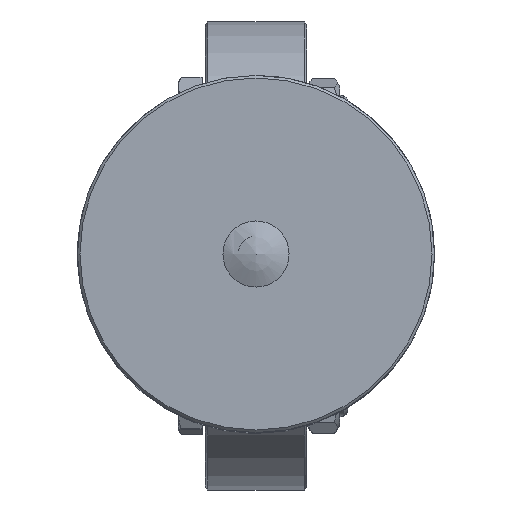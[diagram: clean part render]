
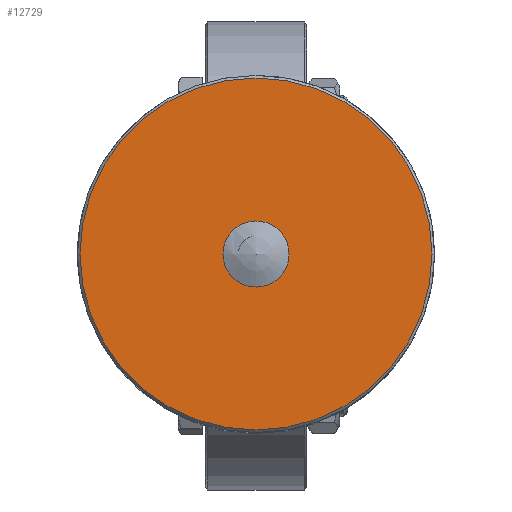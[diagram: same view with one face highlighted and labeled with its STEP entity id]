
A CAD part, top view. The second image highlights one B-rep face of the part: STEP entity #12729.
In plain terms, the highlighted planar face has unit normal (0, 0, 1).
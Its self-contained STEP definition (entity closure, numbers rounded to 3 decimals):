
#599=PLANE('',#14100);
#827=FACE_BOUND('',#2239,.T.);
#1473=FACE_OUTER_BOUND('',#2238,.T.);
#2238=EDGE_LOOP('',(#10779,#10780));
#2239=EDGE_LOOP('',(#10781,#10782));
#3045=CIRCLE('',#14071,6.5);
#3046=CIRCLE('',#14072,6.5);
#3061=CIRCLE('',#14095,34.6);
#3062=CIRCLE('',#14096,34.6);
#5596=VERTEX_POINT('',#23543);
#5597=VERTEX_POINT('',#23545);
#5616=VERTEX_POINT('',#23596);
#5617=VERTEX_POINT('',#23597);
#7345=EDGE_CURVE('',#5597,#5596,#3045,.T.);
#7346=EDGE_CURVE('',#5596,#5597,#3046,.T.);
#7369=EDGE_CURVE('',#5616,#5617,#3061,.T.);
#7370=EDGE_CURVE('',#5617,#5616,#3062,.T.);
#10779=ORIENTED_EDGE('',*,*,#7369,.T.);
#10780=ORIENTED_EDGE('',*,*,#7370,.T.);
#10781=ORIENTED_EDGE('',*,*,#7345,.T.);
#10782=ORIENTED_EDGE('',*,*,#7346,.T.);
#12729=ADVANCED_FACE('',(#1473,#827),#599,.T.);
#14071=AXIS2_PLACEMENT_3D('',#23546,#17386,#17387);
#14072=AXIS2_PLACEMENT_3D('',#23547,#17388,#17389);
#14095=AXIS2_PLACEMENT_3D('',#23598,#17442,#17443);
#14096=AXIS2_PLACEMENT_3D('',#23599,#17444,#17445);
#14100=AXIS2_PLACEMENT_3D('',#23607,#17453,#17454);
#17386=DIRECTION('center_axis',(0.,0.,
-1.));
#17387=DIRECTION('ref_axis',(1.,0.,0.));
#17388=DIRECTION('center_axis',(0.,0.,
-1.));
#17389=DIRECTION('ref_axis',(1.,0.,0.));
#17442=DIRECTION('center_axis',(0.,0.,
1.));
#17443=DIRECTION('ref_axis',(1.,0.,0.));
#17444=DIRECTION('center_axis',(0.,0.,
1.));
#17445=DIRECTION('ref_axis',(1.,0.,0.));
#17453=DIRECTION('center_axis',(0.,0.,
1.));
#17454=DIRECTION('ref_axis',(1.,0.,0.));
#23543=CARTESIAN_POINT('',(-6.5,-0.037,223.));
#23545=CARTESIAN_POINT('',(0.037,-6.5,223.));
#23546=CARTESIAN_POINT('Origin',(0.,0.,
223.));
#23547=CARTESIAN_POINT('Origin',(0.,0.,
223.));
#23596=CARTESIAN_POINT('',(34.6,0.,223.));
#23597=CARTESIAN_POINT('',(-34.6,0.,223.));
#23598=CARTESIAN_POINT('Origin',(0.,0.,
223.));
#23599=CARTESIAN_POINT('Origin',(0.,0.,
223.));
#23607=CARTESIAN_POINT('Origin',(0.,-17.55,
223.));
